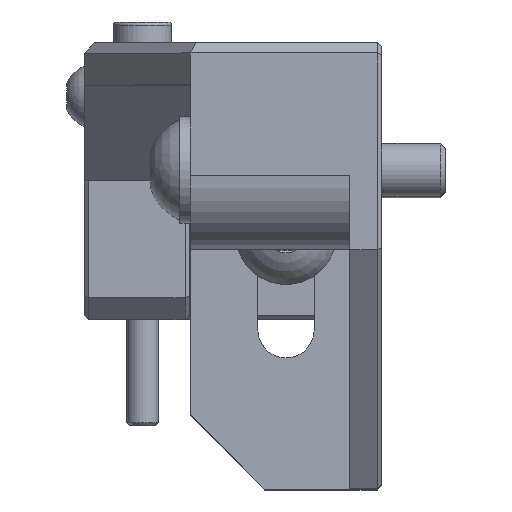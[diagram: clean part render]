
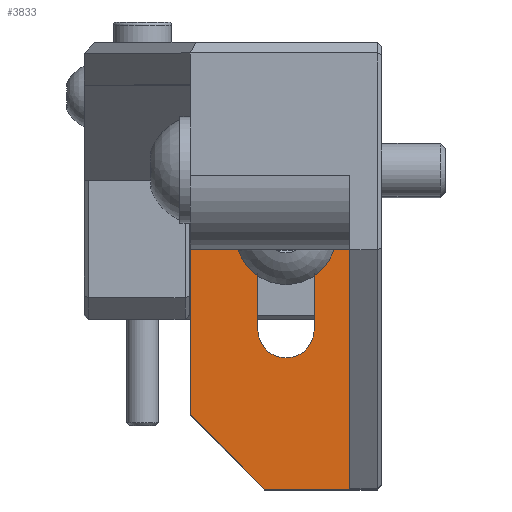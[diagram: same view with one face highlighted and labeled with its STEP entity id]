
A CAD part, top view. The second image highlights one B-rep face of the part: STEP entity #3833.
In plain terms, the highlighted planar face has unit normal (0, 0, 1).
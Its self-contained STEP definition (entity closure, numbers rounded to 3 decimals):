
#2942 = VERTEX_POINT('',#2943);
#2943 = CARTESIAN_POINT('',(25.,-42.,18.));
#2949 = EDGE_CURVE('',#2950,#2942,#2952,.T.);
#2950 = VERTEX_POINT('',#2951);
#2951 = CARTESIAN_POINT('',(17.,-42.,18.));
#2952 = LINE('',#2953,#2954);
#2953 = CARTESIAN_POINT('',(10.,-42.,18.));
#2954 = VECTOR('',#2955,1.);
#2955 = DIRECTION('',(1.,0.,0.));
#3807 = EDGE_CURVE('',#2942,#3808,#3810,.T.);
#3808 = VERTEX_POINT('',#3809);
#3809 = CARTESIAN_POINT('',(25.,-13.,18.));
#3810 = LINE('',#3811,#3812);
#3811 = CARTESIAN_POINT('',(25.,-42.,18.));
#3812 = VECTOR('',#3813,1.);
#3813 = DIRECTION('',(0.,1.,-0.));
#3833 = ADVANCED_FACE('',(#3834,#3860),#3896,.F.);
#3834 = FACE_BOUND('',#3835,.T.);
#3835 = EDGE_LOOP('',(#3836,#3844,#3845,#3846,#3854));
#3836 = ORIENTED_EDGE('',*,*,#3837,.T.);
#3837 = EDGE_CURVE('',#3838,#2950,#3840,.T.);
#3838 = VERTEX_POINT('',#3839);
#3839 = CARTESIAN_POINT('',(10.,-35.,18.));
#3840 = LINE('',#3841,#3842);
#3841 = CARTESIAN_POINT('',(13.5,-38.5,18.));
#3842 = VECTOR('',#3843,1.);
#3843 = DIRECTION('',(0.707,-0.707,0.));
#3844 = ORIENTED_EDGE('',*,*,#2949,.T.);
#3845 = ORIENTED_EDGE('',*,*,#3807,.T.);
#3846 = ORIENTED_EDGE('',*,*,#3847,.F.);
#3847 = EDGE_CURVE('',#3848,#3808,#3850,.T.);
#3848 = VERTEX_POINT('',#3849);
#3849 = CARTESIAN_POINT('',(10.,-13.,18.));
#3850 = LINE('',#3851,#3852);
#3851 = CARTESIAN_POINT('',(10.,-13.,18.));
#3852 = VECTOR('',#3853,1.);
#3853 = DIRECTION('',(1.,0.,0.));
#3854 = ORIENTED_EDGE('',*,*,#3855,.F.);
#3855 = EDGE_CURVE('',#3838,#3848,#3856,.T.);
#3856 = LINE('',#3857,#3858);
#3857 = CARTESIAN_POINT('',(10.,-42.,18.));
#3858 = VECTOR('',#3859,1.);
#3859 = DIRECTION('',(0.,1.,-0.));
#3860 = FACE_BOUND('',#3861,.T.);
#3861 = EDGE_LOOP('',(#3862,#3872,#3881,#3889));
#3862 = ORIENTED_EDGE('',*,*,#3863,.F.);
#3863 = EDGE_CURVE('',#3864,#3866,#3868,.T.);
#3864 = VERTEX_POINT('',#3865);
#3865 = CARTESIAN_POINT('',(21.65,-27.,18.));
#3866 = VERTEX_POINT('',#3867);
#3867 = CARTESIAN_POINT('',(21.65,-18.,18.));
#3868 = LINE('',#3869,#3870);
#3869 = CARTESIAN_POINT('',(21.65,-27.,18.));
#3870 = VECTOR('',#3871,1.);
#3871 = DIRECTION('',(-0.,1.,0.));
#3872 = ORIENTED_EDGE('',*,*,#3873,.T.);
#3873 = EDGE_CURVE('',#3864,#3874,#3876,.T.);
#3874 = VERTEX_POINT('',#3875);
#3875 = CARTESIAN_POINT('',(16.35,-27.,18.));
#3876 = CIRCLE('',#3877,2.65);
#3877 = AXIS2_PLACEMENT_3D('',#3878,#3879,#3880);
#3878 = CARTESIAN_POINT('',(19.,-27.,18.));
#3879 = DIRECTION('',(0.,0.,-1.));
#3880 = DIRECTION('',(1.,0.,0.));
#3881 = ORIENTED_EDGE('',*,*,#3882,.T.);
#3882 = EDGE_CURVE('',#3874,#3883,#3885,.T.);
#3883 = VERTEX_POINT('',#3884);
#3884 = CARTESIAN_POINT('',(16.35,-18.,18.));
#3885 = LINE('',#3886,#3887);
#3886 = CARTESIAN_POINT('',(16.35,-27.,18.));
#3887 = VECTOR('',#3888,1.);
#3888 = DIRECTION('',(-0.,1.,0.));
#3889 = ORIENTED_EDGE('',*,*,#3890,.T.);
#3890 = EDGE_CURVE('',#3883,#3866,#3891,.T.);
#3891 = CIRCLE('',#3892,2.65);
#3892 = AXIS2_PLACEMENT_3D('',#3893,#3894,#3895);
#3893 = CARTESIAN_POINT('',(19.,-18.,18.));
#3894 = DIRECTION('',(0.,0.,-1.));
#3895 = DIRECTION('',(1.,0.,0.));
#3896 = PLANE('',#3897);
#3897 = AXIS2_PLACEMENT_3D('',#3898,#3899,#3900);
#3898 = CARTESIAN_POINT('',(10.,-42.,18.));
#3899 = DIRECTION('',(-0.,-0.,-1.));
#3900 = DIRECTION('',(0.,-1.,0.));
